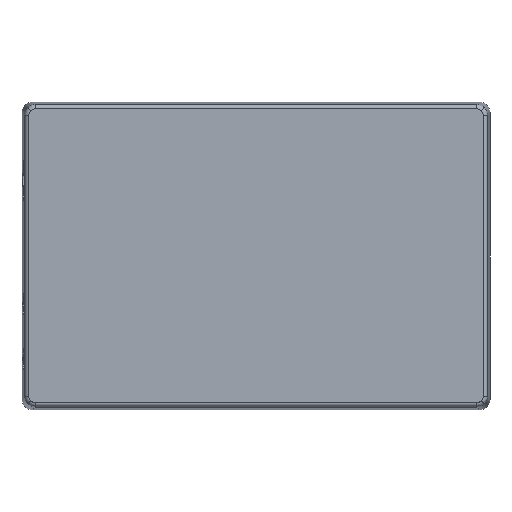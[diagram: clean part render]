
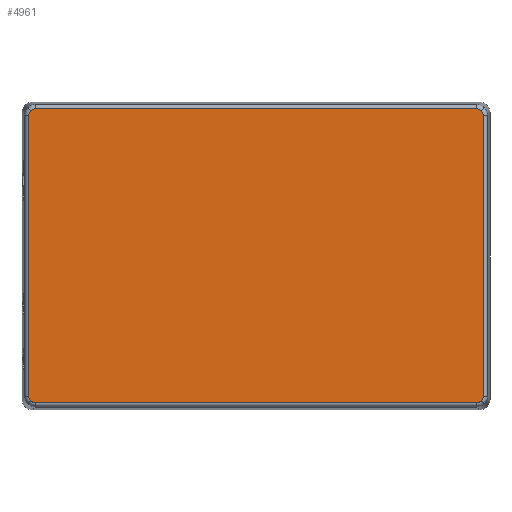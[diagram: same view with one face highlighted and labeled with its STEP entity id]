
A CAD part, top view. The second image highlights one B-rep face of the part: STEP entity #4961.
In plain terms, the highlighted planar face has unit normal (0, 0, 1).
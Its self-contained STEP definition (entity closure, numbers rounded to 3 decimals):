
#2952 = VERTEX_POINT('',#2953);
#2953 = CARTESIAN_POINT('',(104.717,-69.716,51.));
#2960 = EDGE_CURVE('',#2961,#2952,#2963,.T.);
#2961 = VERTEX_POINT('',#2962);
#2962 = CARTESIAN_POINT('',(-104.717,-69.716,51.));
#2963 = LINE('',#2964,#2965);
#2964 = CARTESIAN_POINT('',(-104.717,-69.716,51.));
#2965 = VECTOR('',#2966,1.);
#2966 = DIRECTION('',(1.,0.,0.));
#2985 = VERTEX_POINT('',#2986);
#2986 = CARTESIAN_POINT('',(-106.838,-68.838,51.));
#2995 = EDGE_CURVE('',#2985,#2961,#2996,.T.);
#2996 = B_SPLINE_CURVE_WITH_KNOTS('',3,(#2997,#2998,#2999,#3000,#3001,
    #3002,#3003),.UNSPECIFIED.,.F.,.F.,(4,3,4),(0.,0.769,
    0.785),.UNSPECIFIED.);
#2997 = CARTESIAN_POINT('',(-106.838,-68.838,51.));
#2998 = CARTESIAN_POINT('',(-106.308,-69.368,51.));
#2999 = CARTESIAN_POINT('',(-105.516,-69.704,51.));
#3000 = CARTESIAN_POINT('',(-104.764,-69.716,51.));
#3001 = CARTESIAN_POINT('',(-104.748,-69.716,51.));
#3002 = CARTESIAN_POINT('',(-104.733,-69.716,51.));
#3003 = CARTESIAN_POINT('',(-104.717,-69.716,51.));
#3029 = EDGE_CURVE('',#3030,#2985,#3032,.T.);
#3030 = VERTEX_POINT('',#3031);
#3031 = CARTESIAN_POINT('',(-107.716,-66.717,51.));
#3032 = B_SPLINE_CURVE_WITH_KNOTS('',3,(#3033,#3034,#3035,#3036,#3037,
    #3038,#3039),.UNSPECIFIED.,.F.,.F.,(4,3,4),(5.498,
    6.268,6.283),.UNSPECIFIED.);
#3033 = CARTESIAN_POINT('',(-107.716,-66.717,51.));
#3034 = CARTESIAN_POINT('',(-107.716,-67.467,51.));
#3035 = CARTESIAN_POINT('',(-107.393,-68.266,51.));
#3036 = CARTESIAN_POINT('',(-106.87,-68.806,51.));
#3037 = CARTESIAN_POINT('',(-106.859,-68.817,51.));
#3038 = CARTESIAN_POINT('',(-106.849,-68.827,51.));
#3039 = CARTESIAN_POINT('',(-106.838,-68.838,51.));
#3071 = EDGE_CURVE('',#3072,#3030,#3074,.T.);
#3072 = VERTEX_POINT('',#3073);
#3073 = CARTESIAN_POINT('',(-107.716,66.717,51.));
#3074 = LINE('',#3075,#3076);
#3075 = CARTESIAN_POINT('',(-107.716,66.717,51.));
#3076 = VECTOR('',#3077,1.);
#3077 = DIRECTION('',(0.,-1.,0.));
#3147 = VERTEX_POINT('',#3148);
#3148 = CARTESIAN_POINT('',(-106.838,68.838,51.));
#3157 = EDGE_CURVE('',#3147,#3072,#3158,.T.);
#3158 = B_SPLINE_CURVE_WITH_KNOTS('',3,(#3159,#3160,#3161,#3162,#3163,
    #3164,#3165),.UNSPECIFIED.,.F.,.F.,(4,3,4),(0.,0.769,
    0.785),.UNSPECIFIED.);
#3159 = CARTESIAN_POINT('',(-106.838,68.838,51.));
#3160 = CARTESIAN_POINT('',(-107.368,68.308,51.));
#3161 = CARTESIAN_POINT('',(-107.704,67.516,51.));
#3162 = CARTESIAN_POINT('',(-107.716,66.764,51.));
#3163 = CARTESIAN_POINT('',(-107.716,66.748,51.));
#3164 = CARTESIAN_POINT('',(-107.716,66.733,51.));
#3165 = CARTESIAN_POINT('',(-107.716,66.717,51.));
#3191 = EDGE_CURVE('',#3192,#3147,#3194,.T.);
#3192 = VERTEX_POINT('',#3193);
#3193 = CARTESIAN_POINT('',(-104.717,69.716,51.));
#3194 = B_SPLINE_CURVE_WITH_KNOTS('',3,(#3195,#3196,#3197,#3198,#3199,
    #3200,#3201),.UNSPECIFIED.,.F.,.F.,(4,3,4),(5.498,
    6.268,6.283),.UNSPECIFIED.);
#3195 = CARTESIAN_POINT('',(-104.717,69.716,51.));
#3196 = CARTESIAN_POINT('',(-105.467,69.716,51.));
#3197 = CARTESIAN_POINT('',(-106.266,69.393,51.));
#3198 = CARTESIAN_POINT('',(-106.806,68.87,51.));
#3199 = CARTESIAN_POINT('',(-106.817,68.859,51.));
#3200 = CARTESIAN_POINT('',(-106.827,68.849,51.));
#3201 = CARTESIAN_POINT('',(-106.838,68.838,51.));
#3233 = VERTEX_POINT('',#3234);
#3234 = CARTESIAN_POINT('',(104.717,69.716,51.));
#3243 = EDGE_CURVE('',#3233,#3192,#3244,.T.);
#3244 = LINE('',#3245,#3246);
#3245 = CARTESIAN_POINT('',(104.717,69.716,51.));
#3246 = VECTOR('',#3247,1.);
#3247 = DIRECTION('',(-1.,0.,0.));
#3258 = VERTEX_POINT('',#3259);
#3259 = CARTESIAN_POINT('',(106.838,68.838,51.));
#3268 = EDGE_CURVE('',#3258,#3233,#3269,.T.);
#3269 = B_SPLINE_CURVE_WITH_KNOTS('',3,(#3270,#3271,#3272,#3273,#3274,
    #3275,#3276),.UNSPECIFIED.,.F.,.F.,(4,3,4),(0.,0.769,
    0.785),.UNSPECIFIED.);
#3270 = CARTESIAN_POINT('',(106.838,68.838,51.));
#3271 = CARTESIAN_POINT('',(106.308,69.368,51.));
#3272 = CARTESIAN_POINT('',(105.516,69.704,51.));
#3273 = CARTESIAN_POINT('',(104.764,69.716,51.));
#3274 = CARTESIAN_POINT('',(104.748,69.716,51.));
#3275 = CARTESIAN_POINT('',(104.733,69.716,51.));
#3276 = CARTESIAN_POINT('',(104.717,69.716,51.));
#3302 = EDGE_CURVE('',#3303,#3258,#3305,.T.);
#3303 = VERTEX_POINT('',#3304);
#3304 = CARTESIAN_POINT('',(107.716,66.717,51.));
#3305 = B_SPLINE_CURVE_WITH_KNOTS('',3,(#3306,#3307,#3308,#3309,#3310,
    #3311,#3312),.UNSPECIFIED.,.F.,.F.,(4,3,4),(5.498,
    6.268,6.283),.UNSPECIFIED.);
#3306 = CARTESIAN_POINT('',(107.716,66.717,51.));
#3307 = CARTESIAN_POINT('',(107.716,67.467,51.));
#3308 = CARTESIAN_POINT('',(107.393,68.266,51.));
#3309 = CARTESIAN_POINT('',(106.87,68.806,51.));
#3310 = CARTESIAN_POINT('',(106.859,68.817,51.));
#3311 = CARTESIAN_POINT('',(106.849,68.827,51.));
#3312 = CARTESIAN_POINT('',(106.838,68.838,51.));
#3344 = VERTEX_POINT('',#3345);
#3345 = CARTESIAN_POINT('',(107.716,-66.717,51.));
#3354 = EDGE_CURVE('',#3344,#3303,#3355,.T.);
#3355 = LINE('',#3356,#3357);
#3356 = CARTESIAN_POINT('',(107.716,-66.717,51.));
#3357 = VECTOR('',#3358,1.);
#3358 = DIRECTION('',(0.,1.,0.));
#3369 = VERTEX_POINT('',#3370);
#3370 = CARTESIAN_POINT('',(106.838,-68.838,51.));
#3379 = EDGE_CURVE('',#3369,#3344,#3380,.T.);
#3380 = B_SPLINE_CURVE_WITH_KNOTS('',3,(#3381,#3382,#3383,#3384,#3385,
    #3386,#3387),.UNSPECIFIED.,.F.,.F.,(4,3,4),(0.,0.769,
    0.785),.UNSPECIFIED.);
#3381 = CARTESIAN_POINT('',(106.838,-68.838,51.));
#3382 = CARTESIAN_POINT('',(107.368,-68.308,51.));
#3383 = CARTESIAN_POINT('',(107.704,-67.516,51.));
#3384 = CARTESIAN_POINT('',(107.716,-66.764,51.));
#3385 = CARTESIAN_POINT('',(107.716,-66.748,51.));
#3386 = CARTESIAN_POINT('',(107.716,-66.733,51.));
#3387 = CARTESIAN_POINT('',(107.716,-66.717,51.));
#3413 = EDGE_CURVE('',#2952,#3369,#3414,.T.);
#3414 = B_SPLINE_CURVE_WITH_KNOTS('',3,(#3415,#3416,#3417,#3418,#3419,
    #3420,#3421),.UNSPECIFIED.,.F.,.F.,(4,3,4),(5.498,
    6.268,6.283),.UNSPECIFIED.);
#3415 = CARTESIAN_POINT('',(104.717,-69.716,51.));
#3416 = CARTESIAN_POINT('',(105.467,-69.716,51.));
#3417 = CARTESIAN_POINT('',(106.266,-69.393,51.));
#3418 = CARTESIAN_POINT('',(106.806,-68.87,51.));
#3419 = CARTESIAN_POINT('',(106.817,-68.859,51.));
#3420 = CARTESIAN_POINT('',(106.827,-68.849,51.));
#3421 = CARTESIAN_POINT('',(106.838,-68.838,51.));
#4961 = ADVANCED_FACE('',(#4962),#4976,.T.);
#4962 = FACE_BOUND('',#4963,.T.);
#4963 = EDGE_LOOP('',(#4964,#4965,#4966,#4967,#4968,#4969,#4970,#4971,
    #4972,#4973,#4974,#4975));
#4964 = ORIENTED_EDGE('',*,*,#3243,.T.);
#4965 = ORIENTED_EDGE('',*,*,#3191,.T.);
#4966 = ORIENTED_EDGE('',*,*,#3157,.T.);
#4967 = ORIENTED_EDGE('',*,*,#3071,.T.);
#4968 = ORIENTED_EDGE('',*,*,#3029,.T.);
#4969 = ORIENTED_EDGE('',*,*,#2995,.T.);
#4970 = ORIENTED_EDGE('',*,*,#2960,.T.);
#4971 = ORIENTED_EDGE('',*,*,#3413,.T.);
#4972 = ORIENTED_EDGE('',*,*,#3379,.T.);
#4973 = ORIENTED_EDGE('',*,*,#3354,.T.);
#4974 = ORIENTED_EDGE('',*,*,#3302,.T.);
#4975 = ORIENTED_EDGE('',*,*,#3268,.T.);
#4976 = PLANE('',#4977);
#4977 = AXIS2_PLACEMENT_3D('',#4978,#4979,#4980);
#4978 = CARTESIAN_POINT('',(-111.,-73.,51.));
#4979 = DIRECTION('',(0.,0.,1.));
#4980 = DIRECTION('',(1.,0.,0.));
